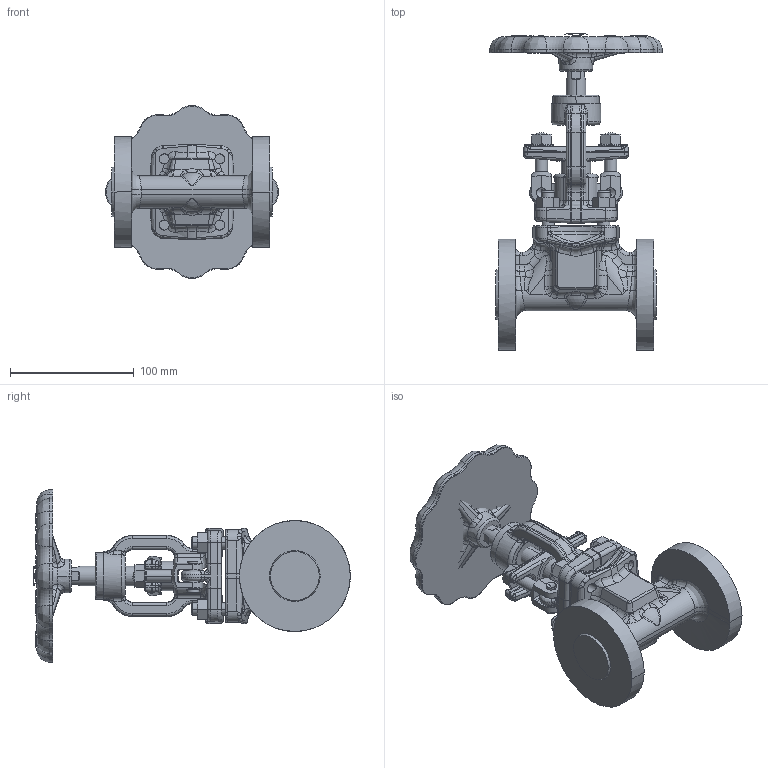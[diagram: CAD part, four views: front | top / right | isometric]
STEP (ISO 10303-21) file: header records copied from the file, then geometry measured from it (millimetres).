
FILE_DESCRIPTION((''),'2;1');
FILE_NAME('AUFSATZ_VENTIL_10_40__SW0001','2014-09-29T',('Becker'),(''),'PRO/ENGINEER BY PARAMETRIC TECHNOLOGY CORPORATION, 2013320','PRO/ENGINEER BY PARAMETRIC TECHNOLOGY CORPORATION, 2013320','');
FILE_SCHEMA(('CONFIG_CONTROL_DESIGN'));
Products named in the file (1): AUFSATZ_VENTIL_10_40__SW0001
Bounding box: 139.9 x 256.17 x 139.9 mm (x, y, z)
Surface area: 146669.9 mm2 (no closed solid volume)
Topology: 0 solids, 58 shells, 1191 faces, 3479 edges, 2271 vertices
Faces by surface type: bspline 358, cylinder 292, plane 235, cone 136, torus 124, extrusion 32, sphere 14
Entity records: 59501 total; most frequent: CARTESIAN_POINT 32826, ORIENTED_EDGE 5906, DIRECTION 4399, EDGE_CURVE 3471, VERTEX_POINT 2271, AXIS2_PLACEMENT_3D 1760, B_SPLINE_CURVE_WITH_KNOTS 1697, EDGE_LOOP 1191
